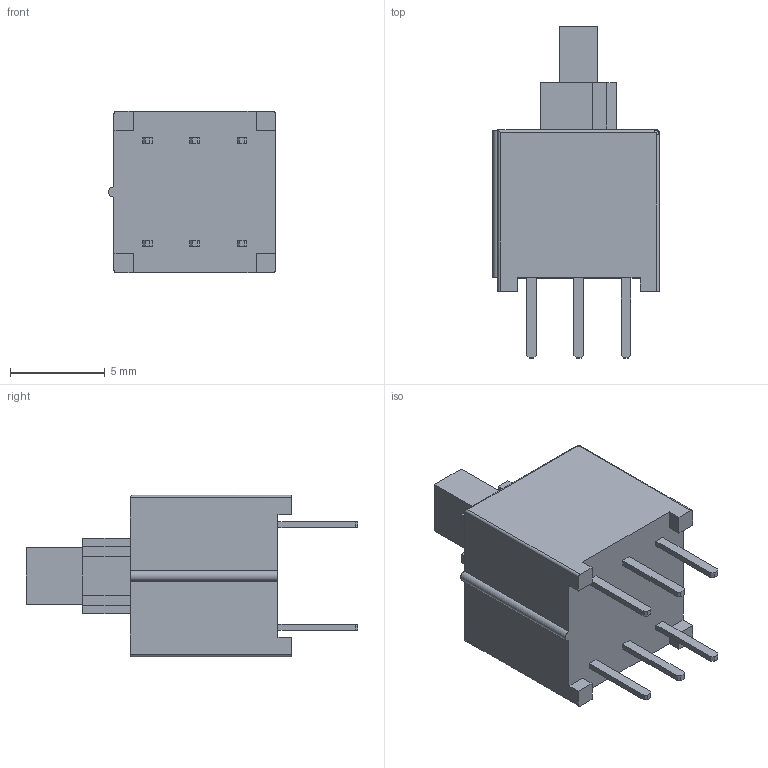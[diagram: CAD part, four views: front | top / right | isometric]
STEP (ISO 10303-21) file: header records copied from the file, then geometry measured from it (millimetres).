
FILE_DESCRIPTION(/* description */ (''),/* implementation_level */ '2;1');
FILE_NAME(/* name */ 'GPBS850L & N.stp',/* time_stamp */ '2023-07-14T10:31:54-04:00',/* author */ ('dwiltbank'),/* organization */ (''),/* preprocessor_version */ 'ST-DEVELOPER v18.1',/* originating_system */ 'Autodesk Inventor 2022',/* authorisation */ '');
FILE_SCHEMA (('AUTOMOTIVE_DESIGN { 1 0 10303 214 3 1 1 }'));
Length unit declared in the file: inch
Products named in the file (1): GPBS850L & N
Bounding box: 8.79 x 17.5 x 8.51 mm (x, y, z)
Volume: 616.7 mm3; surface area: 540 mm2
Topology: 1 solids, 1 shells, 100 faces, 265 edges, 176 vertices
Faces by surface type: plane 87, cylinder 7, bspline 6
Entity records: 3402 total; most frequent: CARTESIAN_POINT 782, ORIENTED_EDGE 530, DIRECTION 470, EDGE_CURVE 265, LINE 238, VECTOR 238, VERTEX_POINT 175, AXIS2_PLACEMENT_3D 116
